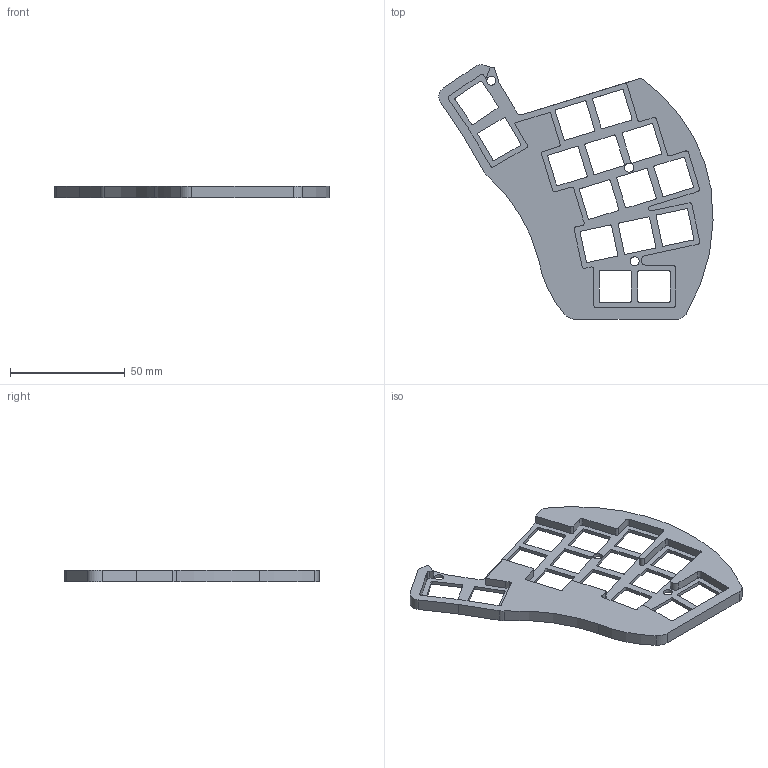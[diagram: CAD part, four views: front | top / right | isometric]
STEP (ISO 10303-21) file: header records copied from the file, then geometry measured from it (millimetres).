
FILE_DESCRIPTION(('FreeCAD Model'),'2;1');
FILE_NAME('Open CASCADE Shape Model','2025-06-09T07:13:07',(''),(''), 'Open CASCADE STEP processor 7.8','FreeCAD','Unknown');
FILE_SCHEMA(('AUTOMOTIVE_DESIGN { 1 0 10303 214 1 1 1 1 }'));
Length unit declared in the file: millimetre
Products named in the file (1): right lid
Bounding box: 119.73 x 111.14 x 5.1 mm (x, y, z)
Volume: 20073 mm3; surface area: 16443.8 mm2
Topology: 1 solids, 1 shells, 244 faces, 731 edges, 490 vertices
Faces by surface type: plane 124, cylinder 120
Full cylindrical faces by diameter (mm): 3.9 x3
Entity records: 8396 total; most frequent: CARTESIAN_POINT 1466, DIRECTION 1464, ORIENTED_EDGE 1462, EDGE_CURVE 731, VERTEX_POINT 490, AXIS2_PLACEMENT_3D 488, LINE 488, VECTOR 488
